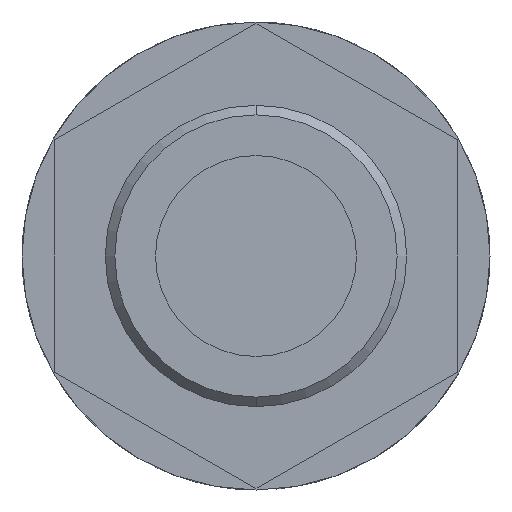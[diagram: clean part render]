
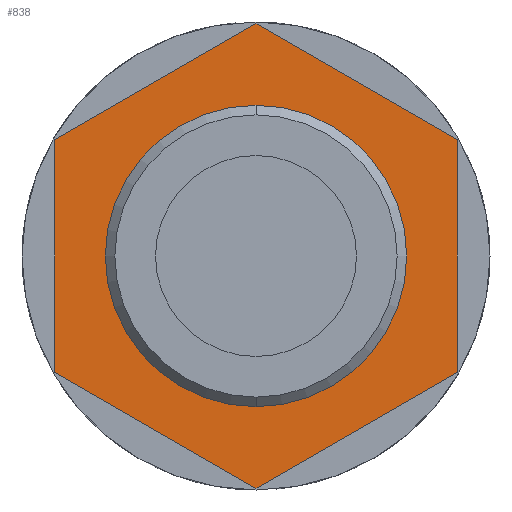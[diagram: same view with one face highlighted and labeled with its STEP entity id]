
A CAD part, front view. The second image highlights one B-rep face of the part: STEP entity #838.
In plain terms, the highlighted planar face has unit normal (0, -1, 0).
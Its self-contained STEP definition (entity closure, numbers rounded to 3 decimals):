
#42 = EDGE_LOOP ( 'NONE', ( #1800, #161 ) ) ;
#79 = VERTEX_POINT ( 'NONE', #3334 ) ;
#84 = VECTOR ( 'NONE', #2166, 1000. ) ;
#115 = EDGE_CURVE ( 'NONE', #2359, #3157, #3448, .T. ) ;
#126 = EDGE_CURVE ( 'NONE', #2578, #1542, #1585, .T. ) ;
#161 = ORIENTED_EDGE ( 'NONE', *, *, #115, .T. ) ;
#279 = CARTESIAN_POINT ( 'NONE',  ( 0., 13., -7.875 ) ) ;
#295 = VERTEX_POINT ( 'NONE', #2278 ) ;
#304 = FACE_OUTER_BOUND ( 'NONE', #1922, .T. ) ;
#400 = VECTOR ( 'NONE', #2616, 1000. ) ;
#454 = ORIENTED_EDGE ( 'NONE', *, *, #126, .T. ) ;
#536 = CARTESIAN_POINT ( 'NONE',  ( 0., 13., 0. ) ) ;
#577 = CARTESIAN_POINT ( 'NONE',  ( 0., 13., 12.146 ) ) ;
#600 = AXIS2_PLACEMENT_3D ( 'NONE', #2313, #1757, #3203 ) ;
#616 = VECTOR ( 'NONE', #890, 1000. ) ;
#628 = EDGE_CURVE ( 'NONE', #295, #1811, #3010, .T. ) ;
#687 = CARTESIAN_POINT ( 'NONE',  ( 10.518, 13., 6.073 ) ) ;
#728 = ORIENTED_EDGE ( 'NONE', *, *, #628, .T. ) ;
#738 = DIRECTION ( 'NONE',  ( 0., 0., -1. ) ) ;
#838 = ADVANCED_FACE ( 'NONE', ( #1120, #304 ), #1483, .F. ) ;
#849 = CARTESIAN_POINT ( 'NONE',  ( -10.518, 13., -6.073 ) ) ;
#890 = DIRECTION ( 'NONE',  ( 0.866, 0., -0.5 ) ) ;
#1063 = VECTOR ( 'NONE', #3353, 1000. ) ;
#1120 = FACE_BOUND ( 'NONE', #42, .T. ) ;
#1245 = VECTOR ( 'NONE', #738, 1000. ) ;
#1287 = CARTESIAN_POINT ( 'NONE',  ( 0., 13., 7.875 ) ) ;
#1387 = CARTESIAN_POINT ( 'NONE',  ( 0., 13., 12.146 ) ) ;
#1477 = CARTESIAN_POINT ( 'NONE',  ( 10.518, 13., -6.073 ) ) ;
#1483 = PLANE ( 'NONE',  #600 ) ;
#1487 = ORIENTED_EDGE ( 'NONE', *, *, #2605, .T. ) ;
#1533 = AXIS2_PLACEMENT_3D ( 'NONE', #536, #2311, #1674 ) ;
#1542 = VERTEX_POINT ( 'NONE', #2648 ) ;
#1554 = AXIS2_PLACEMENT_3D ( 'NONE', #2552, #2841, #3705 ) ;
#1585 = LINE ( 'NONE', #3309, #1245 ) ;
#1642 = EDGE_CURVE ( 'NONE', #79, #2604, #2185, .T. ) ;
#1674 = DIRECTION ( 'NONE',  ( 0., 0., 1. ) ) ;
#1681 = CARTESIAN_POINT ( 'NONE',  ( -10.518, 13., 6.073 ) ) ;
#1723 = EDGE_CURVE ( 'NONE', #3157, #2359, #2715, .T. ) ;
#1757 = DIRECTION ( 'NONE',  ( 0., 1., 0. ) ) ;
#1800 = ORIENTED_EDGE ( 'NONE', *, *, #1723, .T. ) ;
#1811 = VERTEX_POINT ( 'NONE', #1387 ) ;
#1922 = EDGE_LOOP ( 'NONE', ( #3074, #728, #2413, #454, #1487, #2483 ) ) ;
#1973 = EDGE_CURVE ( 'NONE', #1811, #2578, #2920, .T. ) ;
#2016 = LINE ( 'NONE', #849, #616 ) ;
#2166 = DIRECTION ( 'NONE',  ( -0.866, 0., 0.5 ) ) ;
#2185 = LINE ( 'NONE', #2479, #1063 ) ;
#2278 = CARTESIAN_POINT ( 'NONE',  ( 10.518, 13., 6.073 ) ) ;
#2311 = DIRECTION ( 'NONE',  ( 0., 1., 0. ) ) ;
#2313 = CARTESIAN_POINT ( 'NONE',  ( 0., 13., 0. ) ) ;
#2359 = VERTEX_POINT ( 'NONE', #279 ) ;
#2413 = ORIENTED_EDGE ( 'NONE', *, *, #1973, .T. ) ;
#2479 = CARTESIAN_POINT ( 'NONE',  ( 0., 13., -12.146 ) ) ;
#2483 = ORIENTED_EDGE ( 'NONE', *, *, #1642, .T. ) ;
#2552 = CARTESIAN_POINT ( 'NONE',  ( 0., 13., 0. ) ) ;
#2578 = VERTEX_POINT ( 'NONE', #1681 ) ;
#2604 = VERTEX_POINT ( 'NONE', #2672 ) ;
#2605 = EDGE_CURVE ( 'NONE', #1542, #79, #2016, .T. ) ;
#2616 = DIRECTION ( 'NONE',  ( 0., 0., 1. ) ) ;
#2648 = CARTESIAN_POINT ( 'NONE',  ( -10.518, 13., -6.073 ) ) ;
#2672 = CARTESIAN_POINT ( 'NONE',  ( 10.518, 13., -6.073 ) ) ;
#2715 = CIRCLE ( 'NONE', #1533, 7.875 ) ;
#2841 = DIRECTION ( 'NONE',  ( 0., 1., 0. ) ) ;
#2920 = LINE ( 'NONE', #577, #3704 ) ;
#2939 = DIRECTION ( 'NONE',  ( -0.866, 0., -0.5 ) ) ;
#2971 = LINE ( 'NONE', #1477, #400 ) ;
#3010 = LINE ( 'NONE', #687, #84 ) ;
#3074 = ORIENTED_EDGE ( 'NONE', *, *, #3433, .T. ) ;
#3157 = VERTEX_POINT ( 'NONE', #1287 ) ;
#3203 = DIRECTION ( 'NONE',  ( 0., 0., 1. ) ) ;
#3309 = CARTESIAN_POINT ( 'NONE',  ( -10.518, 13., 6.073 ) ) ;
#3334 = CARTESIAN_POINT ( 'NONE',  ( 0., 13., -12.146 ) ) ;
#3353 = DIRECTION ( 'NONE',  ( 0.866, 0., 0.5 ) ) ;
#3433 = EDGE_CURVE ( 'NONE', #2604, #295, #2971, .T. ) ;
#3448 = CIRCLE ( 'NONE', #1554, 7.875 ) ;
#3704 = VECTOR ( 'NONE', #2939, 1000. ) ;
#3705 = DIRECTION ( 'NONE',  ( 0., 0., 1. ) ) ;
